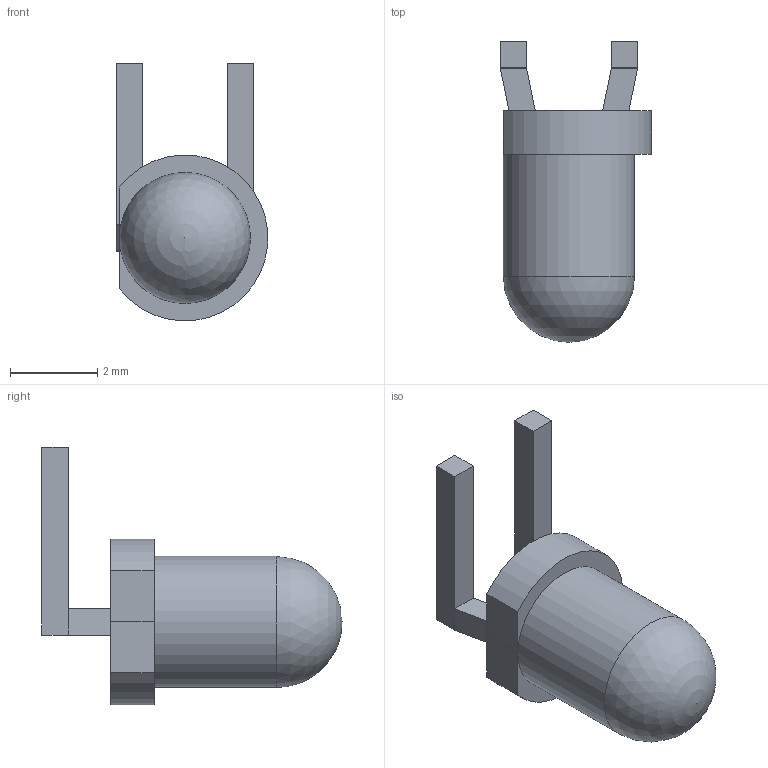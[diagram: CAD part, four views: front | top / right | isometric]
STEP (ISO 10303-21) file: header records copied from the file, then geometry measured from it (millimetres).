
FILE_DESCRIPTION(/* description */ (''),/* implementation_level */ '2;1');
FILE_NAME(/* name */ 'OSI5FU3A11C_Reverse.stp',/* time_stamp */ '2023-06-04T15:31:50+09:00',/* author */ ('nakagawa'),/* organization */ (''),/* preprocessor_version */ 'ST-DEVELOPER v19',/* originating_system */ 'Autodesk Inventor 2023',/* authorisation */ '');
FILE_SCHEMA (('CONFIG_CONTROL_DESIGN'));
Length unit declared in the file: millimetre
Products named in the file (1): SOLID
Bounding box: 3.46 x 6.87 x 5.9 mm (x, y, z)
Volume: 41.4 mm3; surface area: 92 mm2
Topology: 1 solids, 1 shells, 26 faces, 60 edges, 37 vertices
Faces by surface type: plane 23, cylinder 2, sphere 1
Full cylindrical faces by diameter (mm): 3 x1
Entity records: 797 total; most frequent: CARTESIAN_POINT 123, DIRECTION 120, ORIENTED_EDGE 118, EDGE_CURVE 59, LINE 52, VECTOR 52, VERTEX_POINT 37, AXIS2_PLACEMENT_3D 34
